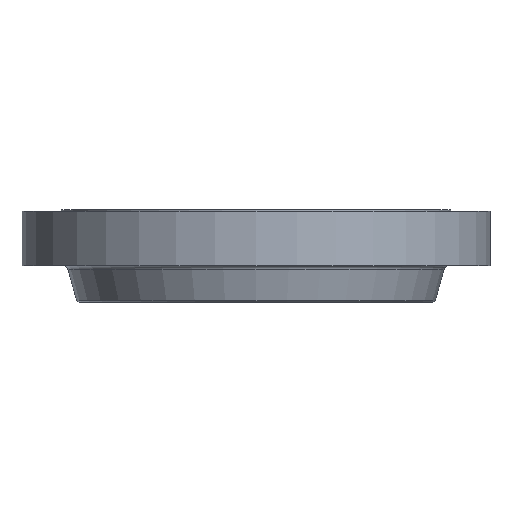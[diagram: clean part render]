
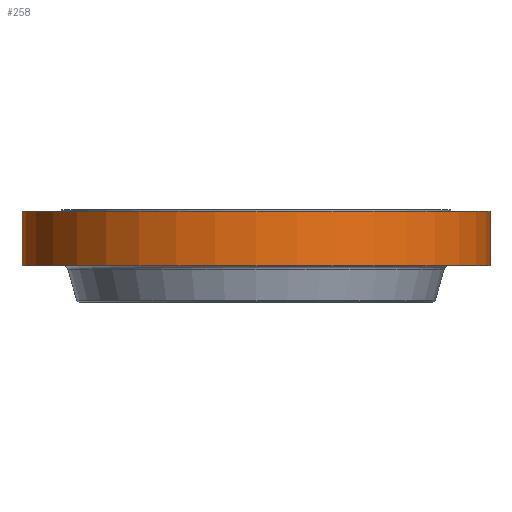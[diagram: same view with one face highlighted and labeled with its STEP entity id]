
A CAD part, front view. The second image highlights one B-rep face of the part: STEP entity #258.
In plain terms, the highlighted cylindrical face has radius 996.95 mm (diameter 1993.9 mm), a partial arc.
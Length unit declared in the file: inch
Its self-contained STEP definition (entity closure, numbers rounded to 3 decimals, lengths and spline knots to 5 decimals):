
#65 = EDGE_LOOP ( 'NONE', ( #2172, #315, #253, #1462 ) ) ;
#125 = CIRCLE ( 'NONE', #1464, 39.25 ) ;
#147 = EDGE_CURVE ( 'NONE', #1553, #784, #125, .T. ) ;
#240 = DIRECTION ( 'NONE',  ( 0., 0., 1. ) ) ;
#251 = CARTESIAN_POINT ( 'NONE',  ( 0., 0., -9.4375 ) ) ;
#253 = ORIENTED_EDGE ( 'NONE', *, *, #1649, .T. ) ;
#255 = VECTOR ( 'NONE', #441, 39.37008 ) ;
#258 = ADVANCED_FACE ( 'NONE', ( #646 ), #2444, .T. ) ;
#315 = ORIENTED_EDGE ( 'NONE', *, *, #147, .T. ) ;
#404 = CARTESIAN_POINT ( 'NONE',  ( 0., 0., -0.25 ) ) ;
#441 = DIRECTION ( 'NONE',  ( 0., 0., 1. ) ) ;
#458 = AXIS2_PLACEMENT_3D ( 'NONE', #1442, #2238, #1243 ) ;
#509 = CARTESIAN_POINT ( 'NONE',  ( 39.25, 0., -0.25 ) ) ;
#561 = EDGE_CURVE ( 'NONE', #720, #1376, #1549, .T. ) ;
#609 = EDGE_CURVE ( 'NONE', #1553, #720, #2208, .T. ) ;
#646 = FACE_OUTER_BOUND ( 'NONE', #65, .T. ) ;
#720 = VERTEX_POINT ( 'NONE', #1702 ) ;
#784 = VERTEX_POINT ( 'NONE', #2586 ) ;
#832 = CARTESIAN_POINT ( 'NONE',  ( 39.25, 0., 0. ) ) ;
#993 = DIRECTION ( 'NONE',  ( 1., 0., 0. ) ) ;
#1006 = DIRECTION ( 'NONE',  ( 0., 0., 1. ) ) ;
#1134 = VECTOR ( 'NONE', #1188, 39.37008 ) ;
#1188 = DIRECTION ( 'NONE',  ( 0., 0., 1. ) ) ;
#1243 = DIRECTION ( 'NONE',  ( 1., 0., 0. ) ) ;
#1368 = CARTESIAN_POINT ( 'NONE',  ( -39.25, 0., -9.4375 ) ) ;
#1376 = VERTEX_POINT ( 'NONE', #509 ) ;
#1408 = LINE ( 'NONE', #832, #1134 ) ;
#1442 = CARTESIAN_POINT ( 'NONE',  ( 0., 0., 0. ) ) ;
#1453 = DIRECTION ( 'NONE',  ( 1., 0., 0. ) ) ;
#1462 = ORIENTED_EDGE ( 'NONE', *, *, #561, .F. ) ;
#1464 = AXIS2_PLACEMENT_3D ( 'NONE', #251, #240, #1453 ) ;
#1549 = CIRCLE ( 'NONE', #2419, 39.25 ) ;
#1553 = VERTEX_POINT ( 'NONE', #1368 ) ;
#1649 = EDGE_CURVE ( 'NONE', #784, #1376, #1408, .T. ) ;
#1702 = CARTESIAN_POINT ( 'NONE',  ( -39.25, 0., -0.25 ) ) ;
#2172 = ORIENTED_EDGE ( 'NONE', *, *, #609, .F. ) ;
#2208 = LINE ( 'NONE', #2246, #255 ) ;
#2238 = DIRECTION ( 'NONE',  ( 0., 0., 1. ) ) ;
#2246 = CARTESIAN_POINT ( 'NONE',  ( -39.25, 0., 0. ) ) ;
#2419 = AXIS2_PLACEMENT_3D ( 'NONE', #404, #1006, #993 ) ;
#2444 = CYLINDRICAL_SURFACE ( 'NONE', #458, 39.25 ) ;
#2586 = CARTESIAN_POINT ( 'NONE',  ( 39.25, 0., -9.4375 ) ) ;
